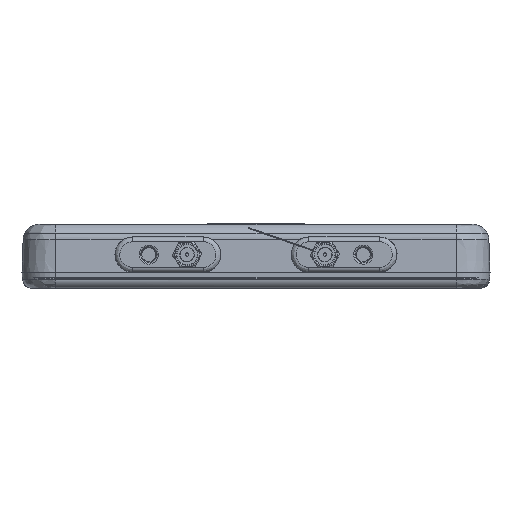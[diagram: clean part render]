
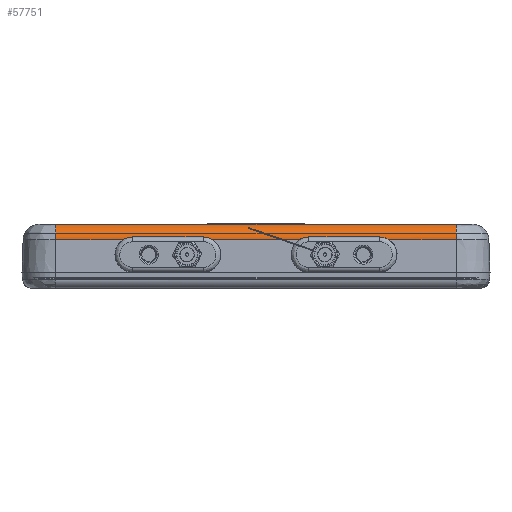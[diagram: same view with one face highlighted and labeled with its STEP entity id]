
A CAD part, front view. The second image highlights one B-rep face of the part: STEP entity #57751.
In plain terms, the highlighted cylindrical face has radius 5 mm (diameter 10 mm), a partial arc.
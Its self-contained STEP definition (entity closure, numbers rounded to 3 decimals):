
#118 = DIRECTION ( 'NONE',  ( 0., 0., 1. ) ) ;
#223 = CARTESIAN_POINT ( 'NONE',  ( 14.017, 10.449, 66.659 ) ) ;
#360 = CARTESIAN_POINT ( 'NONE',  ( -38.5, 11.016, 66.567 ) ) ;
#443 = DIRECTION ( 'NONE',  ( 1., 0., 0. ) ) ;
#522 = CARTESIAN_POINT ( 'NONE',  ( 62.5, 10., 61.672 ) ) ;
#988 = B_SPLINE_CURVE_WITH_KNOTS ( 'NONE', 3,
 ( #7511, #16120, #30425, #21179, #16722, #2601, #49440, #21376 ),
 .UNSPECIFIED., .F., .F.,
 ( 4, 2, 2, 4 ),
 ( 0., 0.002, 0.002, 0.003 ),
 .UNSPECIFIED. ) ;
#1760 = CYLINDRICAL_SURFACE ( 'NONE', #22595, 5. ) ;
#2599 = CIRCLE ( 'NONE', #11643, 5. ) ;
#2601 = CARTESIAN_POINT ( 'NONE',  ( -14.025, 10.433, 66.654 ) ) ;
#3316 = EDGE_CURVE ( 'NONE', #45749, #14716, #50946, .T. ) ;
#4408 = LINE ( 'NONE', #23721, #20465 ) ;
#4766 = CARTESIAN_POINT ( 'NONE',  ( 13.578, 10.174, 66.669 ) ) ;
#4786 = CARTESIAN_POINT ( 'NONE',  ( 0., 10.174, 66.669 ) ) ;
#5272 = CARTESIAN_POINT ( 'NONE',  ( -38.5, 11.016, 66.567 ) ) ;
#5768 = EDGE_CURVE ( 'NONE', #56331, #9486, #4408, .T. ) ;
#6172 = AXIS2_PLACEMENT_3D ( 'NONE', #522, #41697, #118 ) ;
#6222 = CARTESIAN_POINT ( 'NONE',  ( 16.241, 11.016, 66.567 ) ) ;
#6362 = ORIENTED_EDGE ( 'NONE', *, *, #59486, .T. ) ;
#7511 = CARTESIAN_POINT ( 'NONE',  ( -16.5, 11.016, 66.567 ) ) ;
#7812 = DIRECTION ( 'NONE',  ( 0., 0., 1. ) ) ;
#8424 = CARTESIAN_POINT ( 'NONE',  ( 40.975, 10.433, 66.654 ) ) ;
#9486 = VERTEX_POINT ( 'NONE', #57089 ) ;
#9585 = CARTESIAN_POINT ( 'NONE',  ( -39.525, 10.925, 66.585 ) ) ;
#9796 = LINE ( 'NONE', #4786, #27368 ) ;
#10001 = VERTEX_POINT ( 'NONE', #13344 ) ;
#11322 = VERTEX_POINT ( 'NONE', #49718 ) ;
#11578 = ORIENTED_EDGE ( 'NONE', *, *, #38469, .F. ) ;
#11643 = AXIS2_PLACEMENT_3D ( 'NONE', #16416, #17017, #7812 ) ;
#12749 = B_SPLINE_CURVE_WITH_KNOTS ( 'NONE', 3,
 ( #4766, #223, #56111, #52830, #13996, #37687, #6222, #15607 ),
 .UNSPECIFIED., .F., .F.,
 ( 4, 2, 2, 4 ),
 ( 0., 0.002, 0.002, 0.003 ),
 .UNSPECIFIED. ) ;
#13344 = CARTESIAN_POINT ( 'NONE',  ( 62.5, 10.174, 66.669 ) ) ;
#13996 = CARTESIAN_POINT ( 'NONE',  ( 15.475, 10.925, 66.585 ) ) ;
#14067 = EDGE_LOOP ( 'NONE', ( #44127, #54134, #57167, #53359, #11578, #47043, #58058, #57720, #29607, #6362, #50626, #31792 ) ) ;
#14716 = VERTEX_POINT ( 'NONE', #28579 ) ;
#15607 = CARTESIAN_POINT ( 'NONE',  ( 16.5, 11.016, 66.567 ) ) ;
#16120 = CARTESIAN_POINT ( 'NONE',  ( -15.982, 11.016, 66.567 ) ) ;
#16356 = VECTOR ( 'NONE', #19315, 1000. ) ;
#16416 = CARTESIAN_POINT ( 'NONE',  ( -62.5, 10., 61.672 ) ) ;
#16428 = EDGE_CURVE ( 'NONE', #26282, #11322, #52786, .T. ) ;
#16722 = CARTESIAN_POINT ( 'NONE',  ( -14.494, 10.642, 66.631 ) ) ;
#17017 = DIRECTION ( 'NONE',  ( -1., 0., 0. ) ) ;
#17038 = CARTESIAN_POINT ( 'NONE',  ( 41.202, 10.312, 66.664 ) ) ;
#17050 = DIRECTION ( 'NONE',  ( 1., 0., 0. ) ) ;
#18708 = VECTOR ( 'NONE', #60064, 1000. ) ;
#18793 = VERTEX_POINT ( 'NONE', #59513 ) ;
#18989 = CARTESIAN_POINT ( 'NONE',  ( -39.015, 10.998, 66.571 ) ) ;
#19315 = DIRECTION ( 'NONE',  ( 1., 0., 0. ) ) ;
#19818 = CARTESIAN_POINT ( 'NONE',  ( 0., 15., 61.672 ) ) ;
#20465 = VECTOR ( 'NONE', #32726, 1000. ) ;
#21179 = CARTESIAN_POINT ( 'NONE',  ( -14.738, 10.731, 66.618 ) ) ;
#21376 = CARTESIAN_POINT ( 'NONE',  ( -13.578, 10.174, 66.669 ) ) ;
#22504 = CARTESIAN_POINT ( 'NONE',  ( 41.422, 10.174, 66.669 ) ) ;
#22595 = AXIS2_PLACEMENT_3D ( 'NONE', #45083, #17050, #49781 ) ;
#23721 = CARTESIAN_POINT ( 'NONE',  ( 0., 11.016, 66.567 ) ) ;
#23896 = EDGE_CURVE ( 'NONE', #52485, #56331, #12749, .T. ) ;
#24477 = CARTESIAN_POINT ( 'NONE',  ( -38.759, 11.016, 66.567 ) ) ;
#25765 = B_SPLINE_CURVE_WITH_KNOTS ( 'NONE', 3,
 ( #42940, #29237, #33488, #43149, #9585, #18989, #24477, #360 ),
 .UNSPECIFIED., .F., .F.,
 ( 4, 2, 2, 4 ),
 ( 0., 0.002, 0.002, 0.003 ),
 .UNSPECIFIED. ) ;
#26282 = VERTEX_POINT ( 'NONE', #5272 ) ;
#26767 = CARTESIAN_POINT ( 'NONE',  ( 0., 10.174, 66.669 ) ) ;
#27054 = CARTESIAN_POINT ( 'NONE',  ( 40.506, 10.642, 66.631 ) ) ;
#27368 = VECTOR ( 'NONE', #443, 1000. ) ;
#28579 = CARTESIAN_POINT ( 'NONE',  ( 62.5, 15., 61.672 ) ) ;
#29237 = CARTESIAN_POINT ( 'NONE',  ( -40.983, 10.449, 66.659 ) ) ;
#29256 = CARTESIAN_POINT ( 'NONE',  ( 0., 11.016, 66.567 ) ) ;
#29607 = ORIENTED_EDGE ( 'NONE', *, *, #31728, .T. ) ;
#29721 = LINE ( 'NONE', #26767, #18708 ) ;
#29835 = EDGE_CURVE ( 'NONE', #9486, #56687, #55499, .T. ) ;
#30425 = CARTESIAN_POINT ( 'NONE',  ( -15.477, 10.944, 66.584 ) ) ;
#31374 = CARTESIAN_POINT ( 'NONE',  ( -62.5, 15., 61.672 ) ) ;
#31728 = EDGE_CURVE ( 'NONE', #11322, #45517, #988, .T. ) ;
#31792 = ORIENTED_EDGE ( 'NONE', *, *, #5768, .T. ) ;
#31918 = CARTESIAN_POINT ( 'NONE',  ( 39.018, 11.016, 66.567 ) ) ;
#32396 = CIRCLE ( 'NONE', #6172, 5. ) ;
#32726 = DIRECTION ( 'NONE',  ( 1., 0., 0. ) ) ;
#33422 = CARTESIAN_POINT ( 'NONE',  ( 0., 10.174, 66.669 ) ) ;
#33488 = CARTESIAN_POINT ( 'NONE',  ( -40.518, 10.657, 66.63 ) ) ;
#33839 = EDGE_CURVE ( 'NONE', #46578, #26282, #25765, .T. ) ;
#34508 = CARTESIAN_POINT ( 'NONE',  ( 41.422, 10.174, 66.669 ) ) ;
#34623 = EDGE_CURVE ( 'NONE', #56687, #10001, #9796, .T. ) ;
#37687 = CARTESIAN_POINT ( 'NONE',  ( 15.985, 10.998, 66.571 ) ) ;
#38189 = EDGE_CURVE ( 'NONE', #18793, #46578, #29721, .T. ) ;
#38469 = EDGE_CURVE ( 'NONE', #18793, #45749, #2599, .T. ) ;
#39178 = EDGE_CURVE ( 'NONE', #14716, #10001, #32396, .T. ) ;
#40014 = VECTOR ( 'NONE', #52368, 1000. ) ;
#40365 = CARTESIAN_POINT ( 'NONE',  ( 40.262, 10.731, 66.618 ) ) ;
#40380 = VECTOR ( 'NONE', #57065, 1000. ) ;
#41697 = DIRECTION ( 'NONE',  ( 1., 0., 0. ) ) ;
#41938 = LINE ( 'NONE', #33422, #16356 ) ;
#42940 = CARTESIAN_POINT ( 'NONE',  ( -41.422, 10.174, 66.669 ) ) ;
#43149 = CARTESIAN_POINT ( 'NONE',  ( -39.779, 10.871, 66.596 ) ) ;
#44127 = ORIENTED_EDGE ( 'NONE', *, *, #29835, .T. ) ;
#45083 = CARTESIAN_POINT ( 'NONE',  ( 0., 10., 61.672 ) ) ;
#45517 = VERTEX_POINT ( 'NONE', #48603 ) ;
#45749 = VERTEX_POINT ( 'NONE', #31374 ) ;
#46578 = VERTEX_POINT ( 'NONE', #49892 ) ;
#47043 = ORIENTED_EDGE ( 'NONE', *, *, #38189, .T. ) ;
#48603 = CARTESIAN_POINT ( 'NONE',  ( -13.578, 10.174, 66.669 ) ) ;
#48621 = FACE_OUTER_BOUND ( 'NONE', #14067, .T. ) ;
#49440 = CARTESIAN_POINT ( 'NONE',  ( -13.798, 10.312, 66.664 ) ) ;
#49718 = CARTESIAN_POINT ( 'NONE',  ( -16.5, 11.016, 66.567 ) ) ;
#49781 = DIRECTION ( 'NONE',  ( 0., 0., -1. ) ) ;
#49892 = CARTESIAN_POINT ( 'NONE',  ( -41.422, 10.174, 66.669 ) ) ;
#50626 = ORIENTED_EDGE ( 'NONE', *, *, #23896, .T. ) ;
#50946 = LINE ( 'NONE', #19818, #40014 ) ;
#51301 = CARTESIAN_POINT ( 'NONE',  ( 13.578, 10.174, 66.669 ) ) ;
#51919 = CARTESIAN_POINT ( 'NONE',  ( 16.5, 11.016, 66.567 ) ) ;
#52368 = DIRECTION ( 'NONE',  ( 1., 0., 0. ) ) ;
#52485 = VERTEX_POINT ( 'NONE', #51301 ) ;
#52786 = LINE ( 'NONE', #29256, #40380 ) ;
#52830 = CARTESIAN_POINT ( 'NONE',  ( 15.221, 10.871, 66.596 ) ) ;
#53359 = ORIENTED_EDGE ( 'NONE', *, *, #3316, .F. ) ;
#54134 = ORIENTED_EDGE ( 'NONE', *, *, #34623, .T. ) ;
#55074 = CARTESIAN_POINT ( 'NONE',  ( 39.523, 10.944, 66.584 ) ) ;
#55499 = B_SPLINE_CURVE_WITH_KNOTS ( 'NONE', 3,
 ( #59550, #31918, #55074, #40365, #27054, #8424, #17038, #22504 ),
 .UNSPECIFIED., .F., .F.,
 ( 4, 2, 2, 4 ),
 ( 0., 0.002, 0.002, 0.003 ),
 .UNSPECIFIED. ) ;
#56111 = CARTESIAN_POINT ( 'NONE',  ( 14.482, 10.657, 66.63 ) ) ;
#56331 = VERTEX_POINT ( 'NONE', #51919 ) ;
#56687 = VERTEX_POINT ( 'NONE', #34508 ) ;
#57065 = DIRECTION ( 'NONE',  ( 1., 0., 0. ) ) ;
#57089 = CARTESIAN_POINT ( 'NONE',  ( 38.5, 11.016, 66.567 ) ) ;
#57167 = ORIENTED_EDGE ( 'NONE', *, *, #39178, .F. ) ;
#57720 = ORIENTED_EDGE ( 'NONE', *, *, #16428, .T. ) ;
#57751 = ADVANCED_FACE ( 'NONE', ( #48621 ), #1760, .T. ) ;
#58058 = ORIENTED_EDGE ( 'NONE', *, *, #33839, .T. ) ;
#59486 = EDGE_CURVE ( 'NONE', #45517, #52485, #41938, .T. ) ;
#59513 = CARTESIAN_POINT ( 'NONE',  ( -62.5, 10.174, 66.669 ) ) ;
#59550 = CARTESIAN_POINT ( 'NONE',  ( 38.5, 11.016, 66.567 ) ) ;
#60064 = DIRECTION ( 'NONE',  ( 1., 0., 0. ) ) ;
